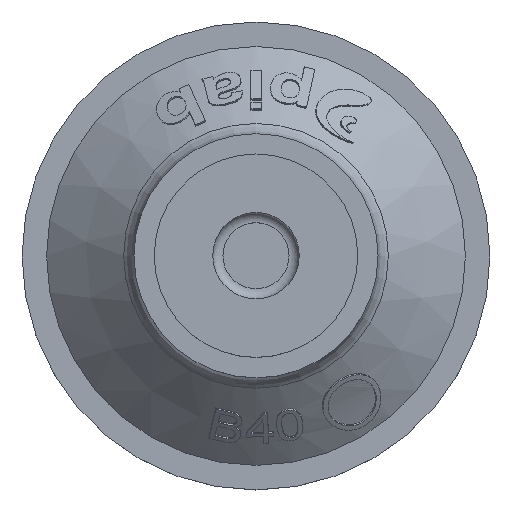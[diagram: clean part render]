
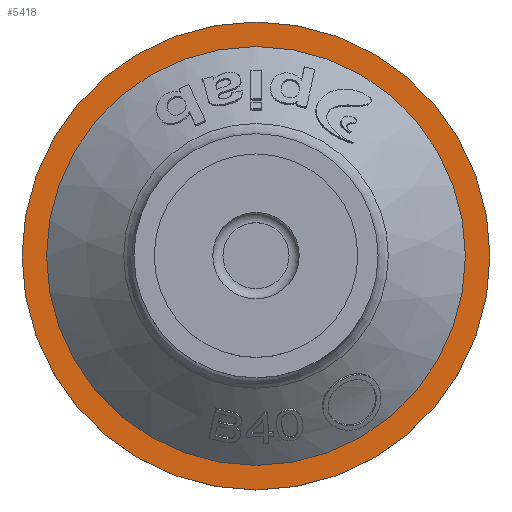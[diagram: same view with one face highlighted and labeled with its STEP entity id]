
A CAD part, top view. The second image highlights one B-rep face of the part: STEP entity #5418.
In plain terms, the highlighted planar face has unit normal (0, 0, 1).
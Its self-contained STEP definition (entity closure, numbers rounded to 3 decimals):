
#72=PLANE('',#5653);
#546=CIRCLE('',#5617,20.587);
#550=CIRCLE('',#5654,23.);
#875=ORIENTED_EDGE('',*,*,#1986,.F.);
#876=ORIENTED_EDGE('',*,*,#1772,.T.);
#1772=EDGE_CURVE('',#2366,#2366,#546,.T.);
#1986=EDGE_CURVE('',#2540,#2540,#550,.T.);
#2366=VERTEX_POINT('',#6195);
#2540=VERTEX_POINT('',#7226);
#3234=EDGE_LOOP('',(#875));
#3235=EDGE_LOOP('',(#876));
#3506=FACE_BOUND('',#3234,.T.);
#3507=FACE_BOUND('',#3235,.T.);
#5418=ADVANCED_FACE('',(#3506,#3507),#72,.F.);
#5617=AXIS2_PLACEMENT_3D('',#6194,#5731,#5732);
#5653=AXIS2_PLACEMENT_3D('',#7224,#5858,#5859);
#5654=AXIS2_PLACEMENT_3D('',#7225,#5860,#5861);
#5731=DIRECTION('',(0.,0.,-1.));
#5732=DIRECTION('',(-1.,0.,0.));
#5858=DIRECTION('',(0.,0.,-1.));
#5859=DIRECTION('',(-1.,0.,0.));
#5860=DIRECTION('',(0.,0.,-1.));
#5861=DIRECTION('',(-1.,0.,0.));
#6194=CARTESIAN_POINT('',(0.,0.,-16.1));
#6195=CARTESIAN_POINT('',(-20.587,0.,-16.1));
#7224=CARTESIAN_POINT('',(0.,-23.,-16.1));
#7225=CARTESIAN_POINT('',(0.,0.,-16.1));
#7226=CARTESIAN_POINT('',(-23.,0.,-16.1));
